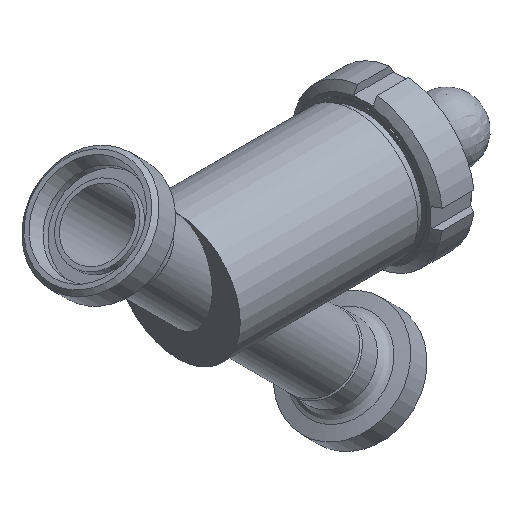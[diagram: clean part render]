
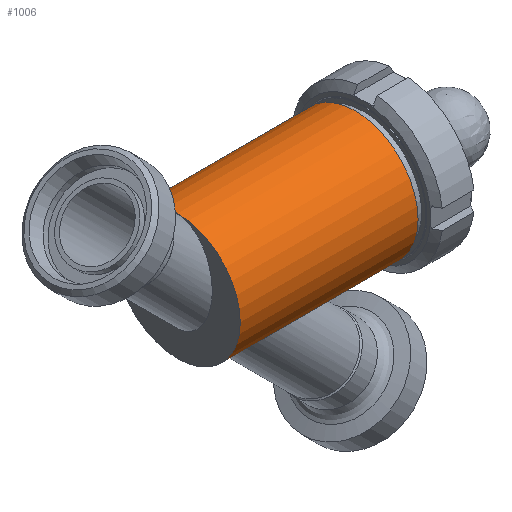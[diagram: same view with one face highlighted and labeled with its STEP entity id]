
A CAD part, isometric view. The second image highlights one B-rep face of the part: STEP entity #1006.
In plain terms, the highlighted cylindrical face has radius 32.5 mm (diameter 65 mm), a full revolution.
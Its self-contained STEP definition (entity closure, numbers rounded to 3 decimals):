
#720=CARTESIAN_POINT('',(-76.312,18.,-27.06));
#721=VERTEX_POINT('',#720);
#722=CARTESIAN_POINT('',(-76.312,18.0,-27.06));
#723=CARTESIAN_POINT('',(-77.693,18.0,-27.06));
#724=CARTESIAN_POINT('',(-79.133,17.92,-27.114));
#725=CARTESIAN_POINT('',(-81.999,17.53,-27.368));
#726=CARTESIAN_POINT('',(-83.425,17.219,-27.569));
#727=CARTESIAN_POINT('',(-86.136,16.323,-28.109));
#728=CARTESIAN_POINT('',(-87.424,15.735,-28.449));
#729=CARTESIAN_POINT('',(-89.764,14.288,-29.202));
#730=CARTESIAN_POINT('',(-90.816,13.427,-29.615));
#731=CARTESIAN_POINT('',(-92.452,11.691,-30.336));
#732=CARTESIAN_POINT('',(-93.123,10.813,-30.665));
#733=CARTESIAN_POINT('',(-94.287,8.895,-31.275));
#734=CARTESIAN_POINT('',(-94.781,7.855,-31.556));
#735=CARTESIAN_POINT('',(-95.565,5.681,-32.019));
#736=CARTESIAN_POINT('',(-95.857,4.546,-32.201));
#737=CARTESIAN_POINT('',(-96.239,2.261,-32.442));
#738=CARTESIAN_POINT('',(-96.328,1.112,-32.5));
#739=CARTESIAN_POINT('',(-96.328,-1.112,-32.5));
#740=CARTESIAN_POINT('',(-96.239,-2.261,-32.442));
#741=CARTESIAN_POINT('',(-95.857,-4.546,-32.201));
#742=CARTESIAN_POINT('',(-95.565,-5.681,-32.019));
#743=CARTESIAN_POINT('',(-94.781,-7.855,-31.556));
#744=CARTESIAN_POINT('',(-94.287,-8.895,-31.275));
#745=CARTESIAN_POINT('',(-93.123,-10.813,-30.665));
#746=CARTESIAN_POINT('',(-92.452,-11.691,-30.336));
#747=CARTESIAN_POINT('',(-90.816,-13.427,-29.615));
#748=CARTESIAN_POINT('',(-89.764,-14.288,-29.202));
#749=CARTESIAN_POINT('',(-87.424,-15.735,-28.449));
#750=CARTESIAN_POINT('',(-86.136,-16.323,-28.109));
#751=CARTESIAN_POINT('',(-83.425,-17.219,-27.569));
#752=CARTESIAN_POINT('',(-81.999,-17.53,-27.368));
#753=CARTESIAN_POINT('',(-79.133,-17.92,-27.114));
#754=CARTESIAN_POINT('',(-77.693,-18.0,-27.06));
#755=CARTESIAN_POINT('',(-72.755,-18.,-27.06));
#756=CARTESIAN_POINT('',(-68.941,-17.471,-27.427));
#757=CARTESIAN_POINT('',(-61.58,-15.561,-28.554));
#758=CARTESIAN_POINT('',(-58.031,-14.178,-29.303));
#759=CARTESIAN_POINT('',(-53.615,-11.687,-30.337));
#760=CARTESIAN_POINT('',(-52.16,-10.736,-30.697));
#761=CARTESIAN_POINT('',(-49.508,-8.538,-31.38));
#762=CARTESIAN_POINT('',(-48.313,-7.289,-31.7));
#763=CARTESIAN_POINT('',(-46.843,-5.14,-32.102));
#764=CARTESIAN_POINT('',(-46.316,-4.167,-32.248));
#765=CARTESIAN_POINT('',(-45.6,-2.107,-32.448));
#766=CARTESIAN_POINT('',(-45.417,-1.018,-32.5));
#767=CARTESIAN_POINT('',(-45.417,1.018,-32.5));
#768=CARTESIAN_POINT('',(-45.6,2.107,-32.448));
#769=CARTESIAN_POINT('',(-46.316,4.167,-32.248));
#770=CARTESIAN_POINT('',(-46.843,5.14,-32.102));
#771=CARTESIAN_POINT('',(-48.313,7.289,-31.7));
#772=CARTESIAN_POINT('',(-49.508,8.538,-31.38));
#773=CARTESIAN_POINT('',(-52.16,10.736,-30.697));
#774=CARTESIAN_POINT('',(-53.615,11.687,-30.337));
#775=CARTESIAN_POINT('',(-58.031,14.178,-29.303));
#776=CARTESIAN_POINT('',(-61.58,15.561,-28.554));
#777=CARTESIAN_POINT('',(-68.941,17.471,-27.427));
#778=CARTESIAN_POINT('',(-72.755,18.,-27.06));
#779=CARTESIAN_POINT('',(-76.312,18.0,-27.06));
#780=B_SPLINE_CURVE_WITH_KNOTS('',3,(#722,#723,#724,#725,#726,#727,#728,#729,#730,#731,#732,#733,#734,#735,#736,#737,#738,#739,#740,#741,#742,#743,#744,#745,#746,#747,#748,#749,#750,#751,#752,#753,#754,#755,#756,#757,#758,#759,#760,#761,#762,#763,#764,#765,#766,#767,#768,#769,#770,#771,#772,#773,#774,#775,#776,#777,#778,#779),.UNSPECIFIED.,.T.,.U.,(4,2,2,2,2,2,2,2,2,2,2,2,2,2,2,2,2,2,2,2,2,2,2,2,2,2,2,2,4),(0.0,0.414,0.828,1.242,1.657,1.99,2.324,2.657,2.991,3.324,3.658,3.992,4.325,4.739,5.153,5.568,5.982,7.049,8.116,8.601,9.086,9.391,9.697,10.002,10.308,10.792,11.277,12.345,13.412),.UNSPECIFIED.);
#781=EDGE_CURVE('',#721,#721,#780,.T.);
#936=CARTESIAN_POINT('',(-110.0,32.5,0.0));
#937=VERTEX_POINT('',#936);
#938=CARTESIAN_POINT('',(-110.0,0.0,0.0));
#939=DIRECTION('',(1.0,0.0,0.0));
#940=DIRECTION('',(0.0,1.0,0.0));
#941=AXIS2_PLACEMENT_3D('',#938,#939,#940);
#942=CIRCLE('',#941,32.5);
#943=EDGE_CURVE('',#937,#937,#942,.T.);
#984=CARTESIAN_POINT('',(-64.0,0.0,0.0));
#985=DIRECTION('',(1.0,0.0,0.0));
#986=DIRECTION('',(0.0,1.0,0.0));
#987=AXIS2_PLACEMENT_3D('',#984,#985,#986);
#988=CYLINDRICAL_SURFACE('',#987,32.5);
#989=ORIENTED_EDGE('',*,*,#781,.T.);
#990=EDGE_LOOP('',(#989));
#991=FACE_OUTER_BOUND('',#990,.T.);
#992=CARTESIAN_POINT('',(-18.,32.5,0.0));
#993=VERTEX_POINT('',#992);
#994=CARTESIAN_POINT('',(-18.,0.0,0.0));
#995=DIRECTION('',(1.0,0.0,0.0));
#996=DIRECTION('',(0.0,1.0,0.0));
#997=AXIS2_PLACEMENT_3D('',#994,#995,#996);
#998=CIRCLE('',#997,32.5);
#999=EDGE_CURVE('',#993,#993,#998,.T.);
#1000=ORIENTED_EDGE('',*,*,#999,.F.);
#1001=EDGE_LOOP('',(#1000));
#1002=FACE_BOUND('',#1001,.T.);
#1003=ORIENTED_EDGE('',*,*,#943,.T.);
#1004=EDGE_LOOP('',(#1003));
#1005=FACE_BOUND('',#1004,.T.);
#1006=ADVANCED_FACE('',(#991,#1002,#1005),#988,.T.);
